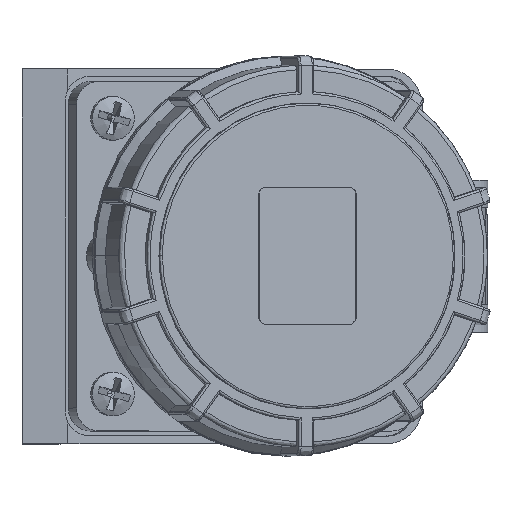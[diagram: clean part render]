
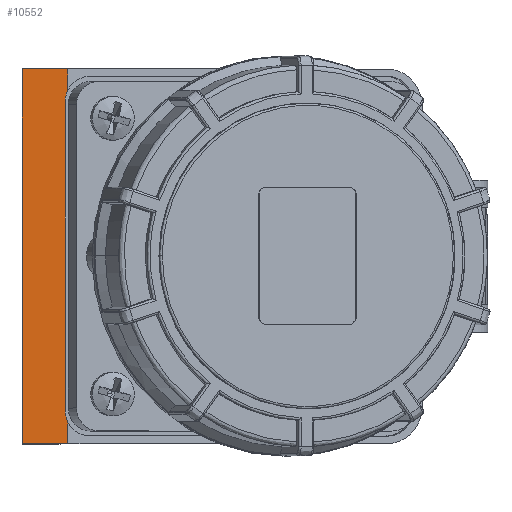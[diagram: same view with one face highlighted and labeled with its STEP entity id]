
A CAD part, top view. The second image highlights one B-rep face of the part: STEP entity #10552.
In plain terms, the highlighted planar face has unit normal (0, 0, 1).
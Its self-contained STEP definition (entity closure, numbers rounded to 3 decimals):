
#263 = DIRECTION ( 'NONE',  ( 0., 1., 0. ) ) ;
#360 = EDGE_CURVE ( 'NONE', #23943, #21857, #7165, .T. ) ;
#1378 = CARTESIAN_POINT ( 'NONE',  ( -83.059, 38.502, 55.393 ) ) ;
#2250 = CARTESIAN_POINT ( 'NONE',  ( -83.059, 4.869, 55.393 ) ) ;
#3439 = CARTESIAN_POINT ( 'NONE',  ( -82.455, 45.619, 55.393 ) ) ;
#4507 = CARTESIAN_POINT ( 'NONE',  ( -92.455, 45.619, 55.393 ) ) ;
#5190 =( BOUNDED_CURVE ( )  B_SPLINE_CURVE ( 3, ( #26634, #9346, #13933, #6528 ),
 .UNSPECIFIED., .F., .T. ) 
 B_SPLINE_CURVE_WITH_KNOTS ( ( 4, 4 ),
 ( 3.142, 3.606 ),
 .UNSPECIFIED. ) 
 CURVE ( )  GEOMETRIC_REPRESENTATION_ITEM ( )  RATIONAL_B_SPLINE_CURVE ( ( 1., 0.982, 0.982, 1. ) ) 
 REPRESENTATION_ITEM ( '' )  );
#5320 = VECTOR ( 'NONE', #31700, 1000. ) ;
#5384 = VECTOR ( 'NONE', #263, 1000. ) ;
#5577 = VERTEX_POINT ( 'NONE', #15466 ) ;
#6077 = ORIENTED_EDGE ( 'NONE', *, *, #22172, .F. ) ;
#6395 = EDGE_CURVE ( 'NONE', #10639, #5577, #27948, .T. ) ;
#6528 = CARTESIAN_POINT ( 'NONE',  ( -82.455, 40.968, 55.393 ) ) ;
#6544 = LINE ( 'NONE', #21926, #5320 ) ;
#6570 = CARTESIAN_POINT ( 'NONE',  ( -48.955, 4.869, 55.393 ) ) ;
#7009 = VECTOR ( 'NONE', #16774, 1000. ) ;
#7165 = LINE ( 'NONE', #18014, #5384 ) ;
#7943 = VECTOR ( 'NONE', #10201, 1000. ) ;
#8731 = LINE ( 'NONE', #11950, #7009 ) ;
#9058 = DIRECTION ( 'NONE',  ( 0., 0., 1. ) ) ;
#9181 = CARTESIAN_POINT ( 'NONE',  ( -5.455, 45.619, 55.393 ) ) ;
#9346 = CARTESIAN_POINT ( 'NONE',  ( -83.059, 39.362, 55.393 ) ) ;
#10149 = EDGE_CURVE ( 'NONE', #14897, #22267, #5190, .T. ) ;
#10201 = DIRECTION ( 'NONE',  ( 0., 1., 0. ) ) ;
#10552 = ADVANCED_FACE ( 'NONE', ( #29037 ), #15970, .T. ) ;
#10639 = VERTEX_POINT ( 'NONE', #23266 ) ;
#11163 = CARTESIAN_POINT ( 'NONE',  ( -82.455, -31.164, 55.393 ) ) ;
#11804 = EDGE_CURVE ( 'NONE', #21857, #29680, #12086, .T. ) ;
#11950 = CARTESIAN_POINT ( 'NONE',  ( -48.955, -35.881, 55.393 ) ) ;
#12086 =( BOUNDED_CURVE ( )  B_SPLINE_CURVE ( 3, ( #11163, #28735, #23521, #26714 ),
 .UNSPECIFIED., .F., .T. ) 
 B_SPLINE_CURVE_WITH_KNOTS ( ( 4, 4 ),
 ( 2.677, 3.142 ),
 .UNSPECIFIED. ) 
 CURVE ( )  GEOMETRIC_REPRESENTATION_ITEM ( )  RATIONAL_B_SPLINE_CURVE ( ( 1., 0.982, 0.982, 1. ) ) 
 REPRESENTATION_ITEM ( '' )  );
#12168 = ORIENTED_EDGE ( 'NONE', *, *, #10149, .T. ) ;
#12382 = EDGE_CURVE ( 'NONE', #10639, #23943, #8731, .T. ) ;
#13476 = LINE ( 'NONE', #9181, #18361 ) ;
#13933 = CARTESIAN_POINT ( 'NONE',  ( -82.854, 40.199, 55.393 ) ) ;
#14897 = VERTEX_POINT ( 'NONE', #1378 ) ;
#15017 = CARTESIAN_POINT ( 'NONE',  ( -83.059, -28.698, 55.393 ) ) ;
#15030 = CARTESIAN_POINT ( 'NONE',  ( -82.455, -31.164, 55.393 ) ) ;
#15466 = CARTESIAN_POINT ( 'NONE',  ( -92.455, 45.619, 55.393 ) ) ;
#15587 = VERTEX_POINT ( 'NONE', #3439 ) ;
#15970 = PLANE ( 'NONE',  #17940 ) ;
#16774 = DIRECTION ( 'NONE',  ( 1., 0., 0. ) ) ;
#16959 = EDGE_LOOP ( 'NONE', ( #28108, #12168, #20900, #6077, #26464, #21975, #25994, #18548 ) ) ;
#17090 = DIRECTION ( 'NONE',  ( 1., 0., 0. ) ) ;
#17940 = AXIS2_PLACEMENT_3D ( 'NONE', #6570, #9058, #17090 ) ;
#18014 = CARTESIAN_POINT ( 'NONE',  ( -82.455, 4.869, 55.393 ) ) ;
#18361 = VECTOR ( 'NONE', #32320, 1000. ) ;
#18444 = CARTESIAN_POINT ( 'NONE',  ( -82.455, 40.968, 55.393 ) ) ;
#18548 = ORIENTED_EDGE ( 'NONE', *, *, #11804, .T. ) ;
#19347 = EDGE_CURVE ( 'NONE', #22267, #15587, #6544, .T. ) ;
#20900 = ORIENTED_EDGE ( 'NONE', *, *, #19347, .T. ) ;
#21857 = VERTEX_POINT ( 'NONE', #15030 ) ;
#21926 = CARTESIAN_POINT ( 'NONE',  ( -82.455, 4.869, 55.393 ) ) ;
#21975 = ORIENTED_EDGE ( 'NONE', *, *, #12382, .T. ) ;
#22172 = EDGE_CURVE ( 'NONE', #5577, #15587, #13476, .T. ) ;
#22267 = VERTEX_POINT ( 'NONE', #18444 ) ;
#23266 = CARTESIAN_POINT ( 'NONE',  ( -92.455, -35.881, 55.393 ) ) ;
#23521 = CARTESIAN_POINT ( 'NONE',  ( -83.059, -29.558, 55.393 ) ) ;
#23943 = VERTEX_POINT ( 'NONE', #26144 ) ;
#25170 = LINE ( 'NONE', #2250, #27273 ) ;
#25994 = ORIENTED_EDGE ( 'NONE', *, *, #360, .T. ) ;
#26144 = CARTESIAN_POINT ( 'NONE',  ( -82.455, -35.881, 55.393 ) ) ;
#26464 = ORIENTED_EDGE ( 'NONE', *, *, #6395, .F. ) ;
#26634 = CARTESIAN_POINT ( 'NONE',  ( -83.059, 38.502, 55.393 ) ) ;
#26714 = CARTESIAN_POINT ( 'NONE',  ( -83.059, -28.698, 55.393 ) ) ;
#27273 = VECTOR ( 'NONE', #32890, 1000. ) ;
#27948 = LINE ( 'NONE', #4507, #7943 ) ;
#28108 = ORIENTED_EDGE ( 'NONE', *, *, #31835, .T. ) ;
#28735 = CARTESIAN_POINT ( 'NONE',  ( -82.854, -30.395, 55.393 ) ) ;
#29037 = FACE_OUTER_BOUND ( 'NONE', #16959, .T. ) ;
#29680 = VERTEX_POINT ( 'NONE', #15017 ) ;
#31700 = DIRECTION ( 'NONE',  ( 0., 1., 0. ) ) ;
#31835 = EDGE_CURVE ( 'NONE', #29680, #14897, #25170, .T. ) ;
#32320 = DIRECTION ( 'NONE',  ( 1., 0., 0. ) ) ;
#32890 = DIRECTION ( 'NONE',  ( 0., 1., 0. ) ) ;
